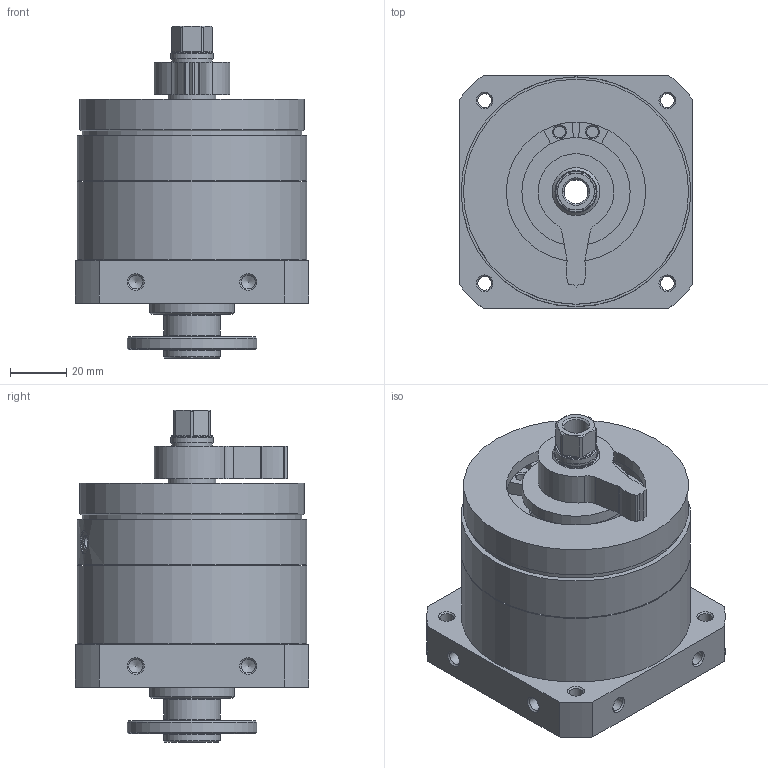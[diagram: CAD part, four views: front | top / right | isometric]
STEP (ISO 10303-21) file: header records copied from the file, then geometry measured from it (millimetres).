
FILE_DESCRIPTION(/* description */ ('STEP AP214'),/* implementation_level */ '2;1');
FILE_NAME(/* name */ '1145130_DSM-T-25-270-FW-A-B',/* time_stamp */ '2024-08-21T19:25:20+02:00',/* author */ ('License CC BY-ND 4.0'),/* organization */ ('CADENAS'),/* preprocessor_version */ 'ST-DEVELOPER v19.3',/* originating_system */ 'PARTsolutions',/* authorisation */ ' ');
FILE_SCHEMA (('AUTOMOTIVE_DESIGN {1 0 10303 214 3 1 1}'));
Length unit declared in the file: millimetre
Products named in the file (4): 1145130 DSM-T-25-270-FW-A-B--(0); 547598 DSM-25-270-FW-A-B_G---(T); 256913 DSM-25_NS; 547598 DSM-25-270-FW-A-B_K---(T)
Assembly tree (4 placements, depth 2):
  1145130 DSM-T-25-270-FW-A-B--(0)
    547598 DSM-25-270-FW-A-B_G---(T)
    256913 DSM-25_NS  x2
    547598 DSM-25-270-FW-A-B_K---(T)
Bounding box: 83 x 83 x 118 mm (x, y, z)
Volume: 375614.4 mm3; surface area: 77110.8 mm2
Topology: 4 solids, 4 shells, 210 faces, 485 edges, 304 vertices
Faces by surface type: cylinder 75, plane 72, cone 60, torus 3
Full cylindrical faces by diameter (mm): 4.134 x8, 4.917 x10, 5.5 x4, 8.3 x2, 8.566 x1, 14.3 x1, 14.5 x1, 15 x2, 17 x3, 20 x2, 30 x1, 32 x1, 38.5 x1, 46 x1, 49.5 x1, 58 x1, 64.4 x2, 78 x1, 80 x1, 81.65 x2
Entity records: 5123 total; most frequent: DIRECTION 925, CARTESIAN_POINT 867, ORIENTED_EDGE 664, AXIS2_PLACEMENT_3D 407, FACE_BOUND 357, EDGE_LOOP 349, EDGE_CURVE 332, VERTEX_POINT 271
